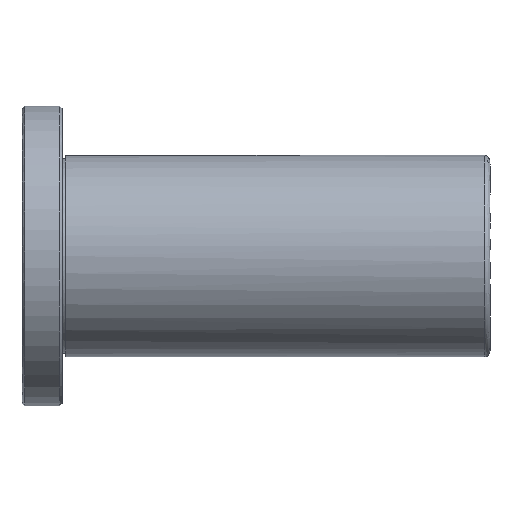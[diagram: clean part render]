
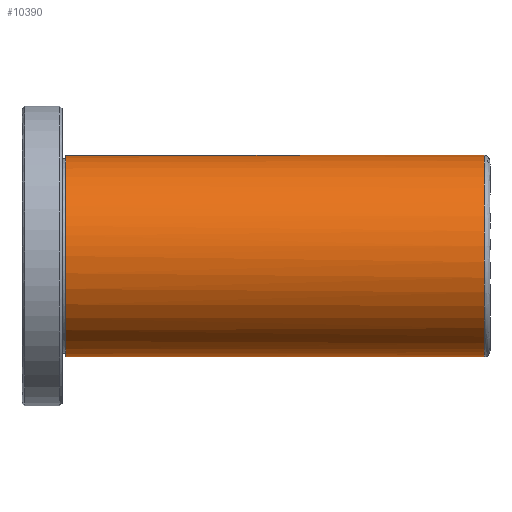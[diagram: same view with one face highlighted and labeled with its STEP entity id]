
A CAD part, front view. The second image highlights one B-rep face of the part: STEP entity #10390.
In plain terms, the highlighted free-form (B-spline) face has degree [3, 1] with [7, 2] control points.
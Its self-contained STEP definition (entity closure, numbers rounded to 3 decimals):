
#9620 = CARTESIAN_POINT ('', (19.5, -45., 0.));
#9630 = VERTEX_POINT ('', #9620);
#9640 = CARTESIAN_POINT ('', (19.5, 45., 0.));
#9650 = VERTEX_POINT ('', #9640);
#9660 = CARTESIAN_POINT ('', (19.5, -45., 0.));
#9670 = CARTESIAN_POINT ('', (19.5, -45., -90.));
#9680 = CARTESIAN_POINT ('', (19.5, 45., -90.));
#9690 = CARTESIAN_POINT ('', (19.5, 45., 0.));
#9700 = (
   BOUNDED_CURVE ()
   B_SPLINE_CURVE (3, (#9660, #9670, #9680, #9690), .UNSPECIFIED., .F., .U.)
   B_SPLINE_CURVE_WITH_KNOTS ((4, 4), (0., 1.), .UNSPECIFIED.)
   CURVE ()
   GEOMETRIC_REPRESENTATION_ITEM ()
   RATIONAL_B_SPLINE_CURVE ((1., 0.333, 0.333, 1.))
   REPRESENTATION_ITEM ('')
);
#9710 = EDGE_CURVE ('', #9630, #9650, #9700, .T.);
#9730 = CARTESIAN_POINT ('', (19.5, 45., 0.));
#9740 = CARTESIAN_POINT ('', (19.5, 45., 90.));
#9750 = CARTESIAN_POINT ('', (19.5, -45., 90.));
#9760 = CARTESIAN_POINT ('', (19.5, -45., 0.));
#9770 = (
   BOUNDED_CURVE ()
   B_SPLINE_CURVE (3, (#9730, #9740, #9750, #9760), .UNSPECIFIED., .F., .U.)
   B_SPLINE_CURVE_WITH_KNOTS ((4, 4), (0., 1.), .UNSPECIFIED.)
   CURVE ()
   GEOMETRIC_REPRESENTATION_ITEM ()
   RATIONAL_B_SPLINE_CURVE ((1., 0.333, 0.333, 1.))
   REPRESENTATION_ITEM ('')
);
#9780 = EDGE_CURVE ('', #9650, #9630, #9770, .T.);
#9930 = CARTESIAN_POINT ('', (206.5, 45., 0.));
#9940 = VERTEX_POINT ('', #9930);
#9950 = CARTESIAN_POINT ('', (206.5, 0., 45.));
#9960 = VERTEX_POINT ('', #9950);
#9970 = CARTESIAN_POINT ('', (206.5, 45., 0.));
#9980 = CARTESIAN_POINT ('', (206.5, 45., 30.));
#9990 = CARTESIAN_POINT ('', (206.5, 22.5, 45.));
#10000 = CARTESIAN_POINT ('', (206.5, 0., 45.));
#10010 = (
   BOUNDED_CURVE ()
   B_SPLINE_CURVE (3, (#9970, #9980, #9990, #10000), .UNSPECIFIED., .F., .U.)
   B_SPLINE_CURVE_WITH_KNOTS ((4, 4), (0., 1.), .UNSPECIFIED.)
   CURVE ()
   GEOMETRIC_REPRESENTATION_ITEM ()
   RATIONAL_B_SPLINE_CURVE ((0.478, 0.478, 0.638, 0.957))
   REPRESENTATION_ITEM ('')
);
#10020 = EDGE_CURVE ('', #9940, #9960, #10010, .T.);
#10030 = ORIENTED_EDGE ('', *, *, #10020, .F.);
#10040 = CARTESIAN_POINT ('', (206.5, 45., 0.));
#10050 = CARTESIAN_POINT ('', (19.5, 45., 0.));
#10060 = B_SPLINE_CURVE_WITH_KNOTS ('', 1, (#10040, #10050), .UNSPECIFIED., .F., .U., (2, 2), (0., 1.), .UNSPECIFIED.);
#10070 = EDGE_CURVE ('', #9940, #9650, #10060, .T.);
#10080 = ORIENTED_EDGE ('', *, *, #10070, .T.);
#10090 = ORIENTED_EDGE ('', *, *, #9780, .T.);
#10100 = ORIENTED_EDGE ('', *, *, #9710, .T.);
#10110 = ORIENTED_EDGE ('', *, *, #10070, .F.);
#10120 = CARTESIAN_POINT ('', (206.5, 0., 45.));
#10130 = CARTESIAN_POINT ('', (206.5, -90., 45.));
#10140 = CARTESIAN_POINT ('', (206.5, -90., -45.));
#10150 = CARTESIAN_POINT ('', (206.5, 0., -45.));
#10160 = CARTESIAN_POINT ('', (206.5, 22.5, -45.));
#10170 = CARTESIAN_POINT ('', (206.5, 45., -30.));
#10180 = CARTESIAN_POINT ('', (206.5, 45., 0.));
#10190 = (
   BOUNDED_CURVE ()
   B_SPLINE_CURVE (3, (#10120, #10130, #10140, #10150, #10160, #10170, #10180), .UNSPECIFIED., .F., .U.)
   B_SPLINE_CURVE_WITH_KNOTS ((4, 3, 4), (0., 0.667, 1.), .UNSPECIFIED.)
   CURVE ()
   GEOMETRIC_REPRESENTATION_ITEM ()
   RATIONAL_B_SPLINE_CURVE ((0.957, 0.319, 0.319, 0.957, 0.638, 0.478, 0.478))
   REPRESENTATION_ITEM ('')
);
#10200 = EDGE_CURVE ('', #9960, #9940, #10190, .T.);
#10210 = ORIENTED_EDGE ('', *, *, #10200, .F.);
#10220 = EDGE_LOOP ('', (#10030, #10080, #10090, #10100, #10110, #10210));
#10230 = FACE_OUTER_BOUND ('', #10220, .T.);
#10240 = CARTESIAN_POINT ('', (19.5, 45., 0.));
#10250 = CARTESIAN_POINT ('', (206.5, 45., 0.));
#10260 = CARTESIAN_POINT ('', (19.5, 45., 90.));
#10270 = CARTESIAN_POINT ('', (206.5, 45., 90.));
#10280 = CARTESIAN_POINT ('', (19.5, -45., 90.));
#10290 = CARTESIAN_POINT ('', (206.5, -45., 90.));
#10300 = CARTESIAN_POINT ('', (19.5, -45., 0.));
#10310 = CARTESIAN_POINT ('', (206.5, -45., 0.));
#10320 = CARTESIAN_POINT ('', (19.5, -45., -90.));
#10330 = CARTESIAN_POINT ('', (206.5, -45., -90.));
#10340 = CARTESIAN_POINT ('', (19.5, 45., -90.));
#10350 = CARTESIAN_POINT ('', (206.5, 45., -90.));
#10360 = CARTESIAN_POINT ('', (19.5, 45., 0.));
#10370 = CARTESIAN_POINT ('', (206.5, 45., 0.));
#10380 = (
   BOUNDED_SURFACE ()
   B_SPLINE_SURFACE (3, 1, ((#10240, #10250), (#10260, #10270), (#10280, #10290), (#10300, #10310), (#10320, #10330), (#10340, #10350), (#10360, #10370)), .UNSPECIFIED., .T., .F., .U.)
   B_SPLINE_SURFACE_WITH_KNOTS ((4, 3, 4), (2, 2), (0., 0.5, 1.), (0., 1.), .UNSPECIFIED.)
   SURFACE ()
   GEOMETRIC_REPRESENTATION_ITEM ()
   RATIONAL_B_SPLINE_SURFACE (((1., 1.), (0.333, 0.333), (0.333, 0.333), (1., 1.), (0.333, 0.333), (0.333, 0.333), (1., 1.)))
   REPRESENTATION_ITEM ('')
);
#10390 = ADVANCED_FACE ('', (#10230), #10380, .T.);
